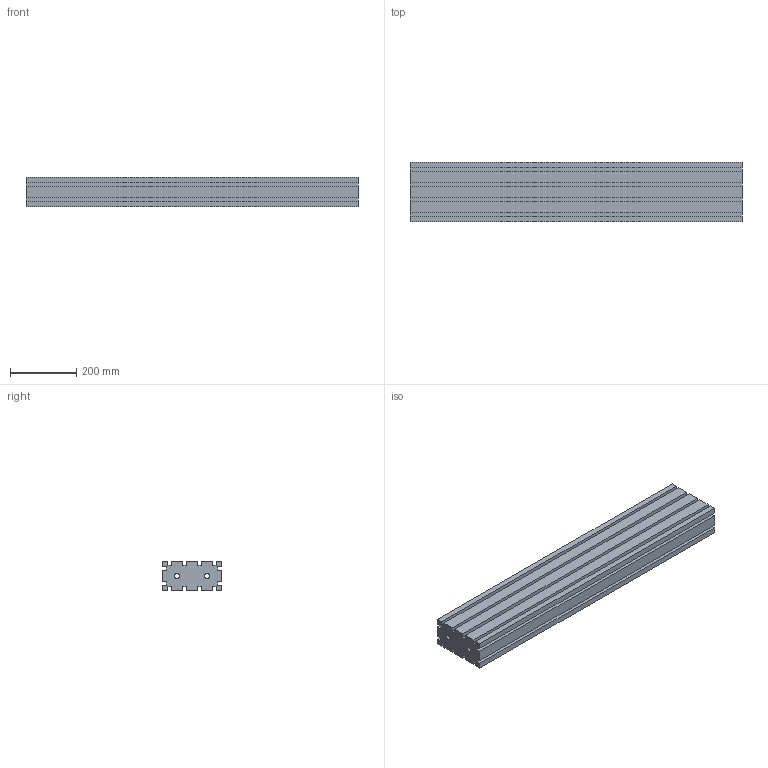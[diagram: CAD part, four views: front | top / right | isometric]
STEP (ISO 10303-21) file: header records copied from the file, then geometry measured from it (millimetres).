
FILE_DESCRIPTION(('STEP AP214'),'1');
FILE_NAME('cctmp_BCD3D990-C122-4A9F-BCF9-C62C422191AF_2020_1_20_10_42_29_971..stp','2020-01-20T09:42:30',('Bosch Rexroth AG'),('CADClick - www.CADClick.com'),'Spatial InterOp 3D',' ','unknown authorization - (Healing Option Enabled)');
FILE_SCHEMA(('AUTOMOTIVE_DESIGN'));
Length unit declared in the file: millimetre
Products named in the file (1): 2020_01_20__10-42-29-971
Bounding box: 1000 x 180 x 90 mm (x, y, z)
Volume: 14286570.8 mm3; surface area: 974820.9 mm2
Topology: 1 solids, 1 shells, 58 faces, 168 edges, 112 vertices
Faces by surface type: plane 54, cylinder 4
Entity records: 2376 total; most frequent: CARTESIAN_POINT 339, ORIENTED_EDGE 336, DIRECTION 294, EDGE_CURVE 168, LINE 160, VECTOR 160, VERTEX_POINT 112, AXIS2_PLACEMENT_3D 67
